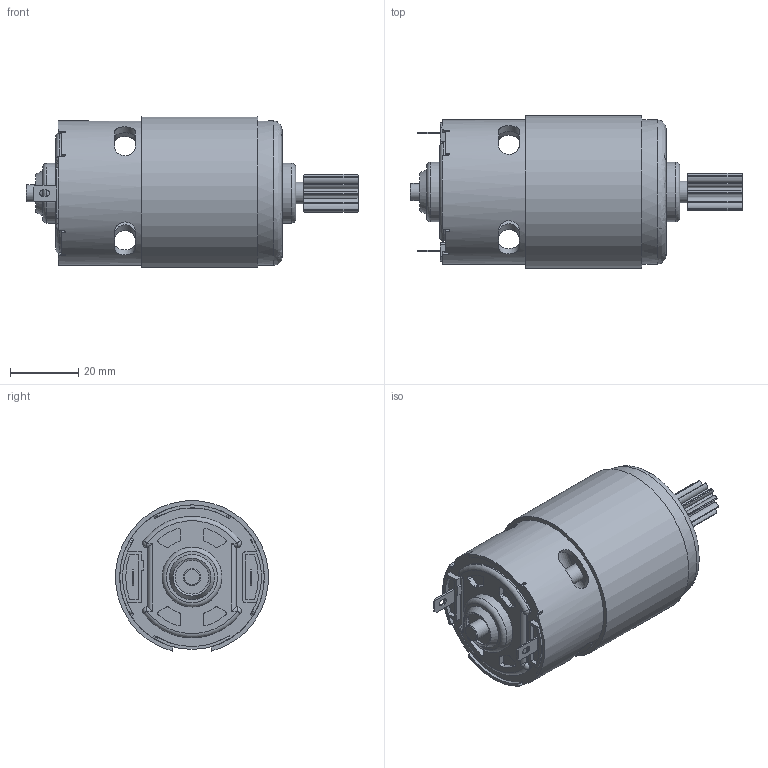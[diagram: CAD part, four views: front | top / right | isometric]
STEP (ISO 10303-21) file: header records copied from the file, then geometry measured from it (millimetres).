
FILE_DESCRIPTION (( 'STEP AP214' ), '1' );
FILE_NAME ('am-3775a_12T 775 RedLine with 12T Pinion.STEP', '2018-12-06T14:52:29', ( '' ), ( '' ), 'SwSTEP 2.0', 'SolidWorks 2018', '' );
FILE_SCHEMA (( 'AUTOMOTIVE_DESIGN' ));
Length unit declared in the file: inch
Products named in the file (3): 12T 32dp 775Pro Pinion Gear; 775 RedLine; am-3775a_12T 775 RedLine with 12T Pinion
Assembly tree (2 placements, depth 2):
  am-3775a_12T 775 RedLine with 12T Pinion
    775 RedLine
    12T 32dp 775Pro Pinion Gear
Bounding box: 97.17 x 44.66 x 43.98 mm (x, y, z)
Volume: 52920.6 mm3; surface area: 24725.6 mm2
Topology: 2 solids, 10 shells, 472 faces, 1263 edges, 830 vertices
Faces by surface type: cylinder 187, plane 145, bspline 97, cone 32, torus 7, sphere 4
Full cylindrical faces by diameter (mm): 3.3 x2, 4.961 x1, 5 x4, 6.35 x1, 9.906 x1, 17.5 x2, 37.95 x2, 42.3 x1
Entity records: 20685 total; most frequent: CARTESIAN_POINT 7435, ORIENTED_EDGE 2430, DIRECTION 2056, EDGE_CURVE 1215, VERTEX_POINT 815, AXIS2_PLACEMENT_3D 756, EDGE_LOOP 556, VECTOR 544
